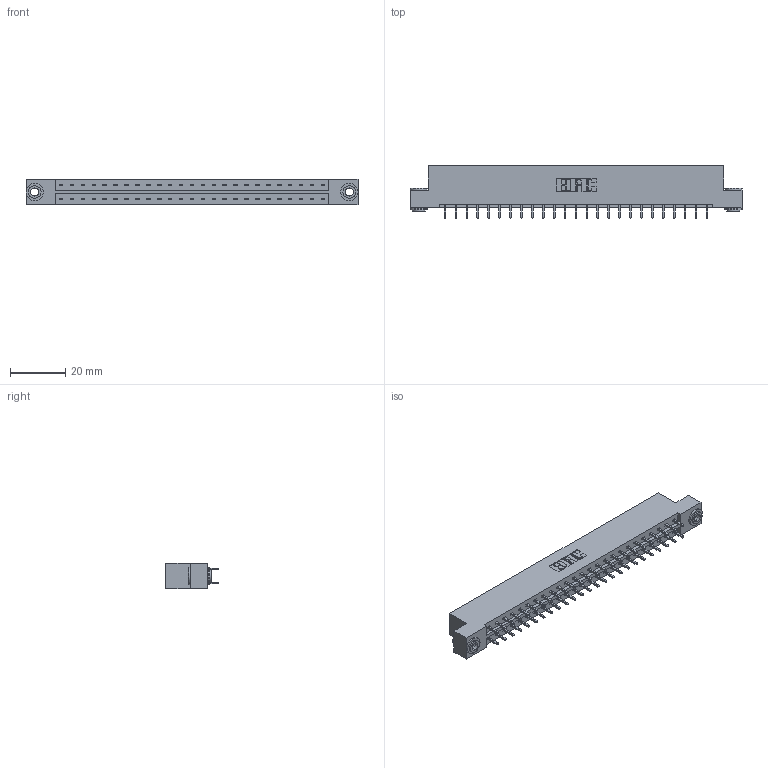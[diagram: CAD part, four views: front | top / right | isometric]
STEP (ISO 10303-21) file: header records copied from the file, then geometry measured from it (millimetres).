
FILE_DESCRIPTION (( 'STEP AP203' ), '1' );
FILE_NAME ('333-050-521-203.STEP', '2018-08-04T00:32:56', ( '' ), ( '' ), 'SwSTEP 2.0', 'SolidWorks 2016', '' );
FILE_SCHEMA (( 'CONFIG_CONTROL_DESIGN' ));
Length unit declared in the file: inch
Products named in the file (4): 333 Part_Flush - .156 Dia - TH; 345-292-001_345-293-121; 345-250-002_345-250-002-102; 333-050-521-203
Assembly tree (53 placements, depth 2):
  333-050-521-203
    333 Part_Flush - .156 Dia - TH
    345-292-001_345-293-121  x50
    345-250-002_345-250-002-102  x2
Bounding box: 120.6 x 19.06 x 9.4 mm (x, y, z)
Volume: 12152.5 mm3; surface area: 14261.6 mm2
Topology: 53 solids, 53 shells, 2752 faces, 8137 edges, 5354 vertices
Faces by surface type: plane 1880, cylinder 864, cone 8
Entity records: 18950 total; most frequent: CARTESIAN_POINT 3137, ORIENTED_EDGE 3066, DIRECTION 2743, EDGE_CURVE 1533, LINE 1381, VECTOR 1381, VERTEX_POINT 1018, AXIS2_PLACEMENT_3D 681
